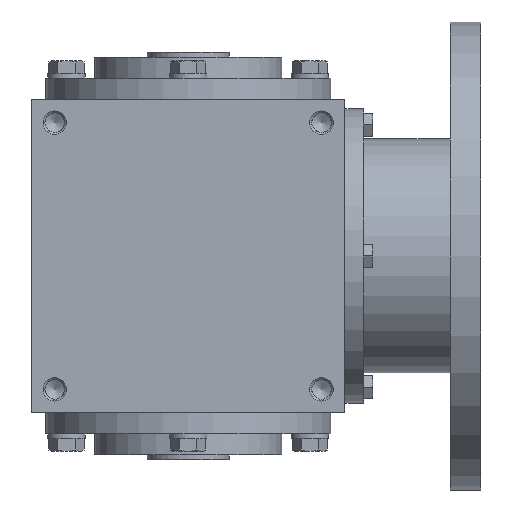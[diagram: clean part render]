
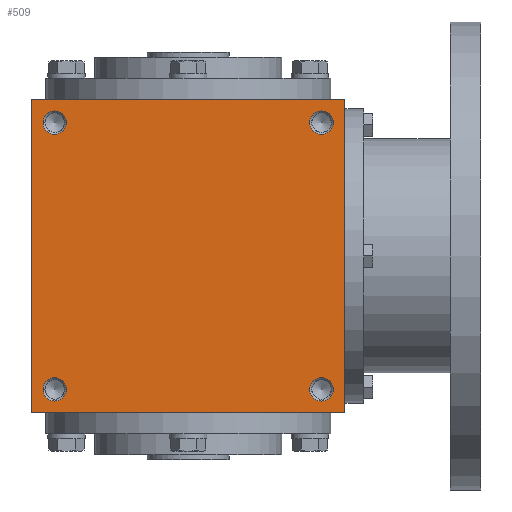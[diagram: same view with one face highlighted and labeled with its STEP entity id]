
A CAD part, front view. The second image highlights one B-rep face of the part: STEP entity #509.
In plain terms, the highlighted planar face has unit normal (0, -1, 0).
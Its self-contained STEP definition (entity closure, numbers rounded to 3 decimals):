
#509 = ADVANCED_FACE( '', ( #1108, #1109, #1110, #1111, #1112 ), #1113, .F. );
#1108 = FACE_BOUND( '', #1960, .T. );
#1109 = FACE_BOUND( '', #1961, .T. );
#1110 = FACE_BOUND( '', #1962, .T. );
#1111 = FACE_BOUND( '', #1963, .T. );
#1112 = FACE_OUTER_BOUND( '', #1964, .T. );
#1113 = PLANE( '', #1965 );
#1960 = EDGE_LOOP( '', ( #2999 ) );
#1961 = EDGE_LOOP( '', ( #3000 ) );
#1962 = EDGE_LOOP( '', ( #3001 ) );
#1963 = EDGE_LOOP( '', ( #3002 ) );
#1964 = EDGE_LOOP( '', ( #3003, #3004, #3005, #3006 ) );
#1965 = AXIS2_PLACEMENT_3D( '', #3007, #3008, #3009 );
#2999 = ORIENTED_EDGE( '', *, *, #4635, .T. );
#3000 = ORIENTED_EDGE( '', *, *, #4636, .T. );
#3001 = ORIENTED_EDGE( '', *, *, #4637, .F. );
#3002 = ORIENTED_EDGE( '', *, *, #4638, .F. );
#3003 = ORIENTED_EDGE( '', *, *, #4639, .T. );
#3004 = ORIENTED_EDGE( '', *, *, #4640, .F. );
#3005 = ORIENTED_EDGE( '', *, *, #4641, .F. );
#3006 = ORIENTED_EDGE( '', *, *, #4642, .T. );
#3007 = CARTESIAN_POINT( '', ( -67., -67., 67. ) );
#3008 = DIRECTION( '', ( 0., 1., 0. ) );
#3009 = DIRECTION( '', ( 0., 0., 1. ) );
#4635 = EDGE_CURVE( '', #5453, #5453, #5454, .T. );
#4636 = EDGE_CURVE( '', #5455, #5455, #5456, .T. );
#4637 = EDGE_CURVE( '', #5457, #5457, #5458, .T. );
#4638 = EDGE_CURVE( '', #5459, #5459, #5460, .T. );
#4639 = EDGE_CURVE( '', #5461, #5462, #5463, .T. );
#4640 = EDGE_CURVE( '', #5464, #5462, #5465, .T. );
#4641 = EDGE_CURVE( '', #5466, #5464, #5467, .T. );
#4642 = EDGE_CURVE( '', #5466, #5461, #5468, .T. );
#5453 = VERTEX_POINT( '', #6554 );
#5454 = CIRCLE( '', #6555, 5. );
#5455 = VERTEX_POINT( '', #6556 );
#5456 = CIRCLE( '', #6557, 5. );
#5457 = VERTEX_POINT( '', #6558 );
#5458 = CIRCLE( '', #6559, 5. );
#5459 = VERTEX_POINT( '', #6560 );
#5460 = CIRCLE( '', #6561, 5. );
#5461 = VERTEX_POINT( '', #6562 );
#5462 = VERTEX_POINT( '', #6563 );
#5463 = LINE( '', #6564, #6565 );
#5464 = VERTEX_POINT( '', #6566 );
#5465 = LINE( '', #6567, #6568 );
#5466 = VERTEX_POINT( '', #6569 );
#5467 = LINE( '', #6570, #6571 );
#5468 = LINE( '', #6572, #6573 );
#6554 = CARTESIAN_POINT( '', ( -57., -67., -52. ) );
#6555 = AXIS2_PLACEMENT_3D( '', #7677, #7678, #7679 );
#6556 = CARTESIAN_POINT( '', ( -57., -67., 62. ) );
#6557 = AXIS2_PLACEMENT_3D( '', #7680, #7681, #7682 );
#6558 = CARTESIAN_POINT( '', ( 57., -67., -62. ) );
#6559 = AXIS2_PLACEMENT_3D( '', #7683, #7684, #7685 );
#6560 = CARTESIAN_POINT( '', ( 57., -67., 52. ) );
#6561 = AXIS2_PLACEMENT_3D( '', #7686, #7687, #7688 );
#6562 = CARTESIAN_POINT( '', ( -67., -67., -67. ) );
#6563 = CARTESIAN_POINT( '', ( 67., -67., -67. ) );
#6564 = CARTESIAN_POINT( '', ( -67., -67., -67. ) );
#6565 = VECTOR( '', #7689, 1000. );
#6566 = CARTESIAN_POINT( '', ( 67., -67., 67. ) );
#6567 = CARTESIAN_POINT( '', ( 67., -67., 67. ) );
#6568 = VECTOR( '', #7690, 1000. );
#6569 = CARTESIAN_POINT( '', ( -67., -67., 67. ) );
#6570 = CARTESIAN_POINT( '', ( -67., -67., 67. ) );
#6571 = VECTOR( '', #7691, 1000. );
#6572 = CARTESIAN_POINT( '', ( -67., -67., 67. ) );
#6573 = VECTOR( '', #7692, 1000. );
#7677 = CARTESIAN_POINT( '', ( -57., -67., -57. ) );
#7678 = DIRECTION( '', ( 0., 1., 0. ) );
#7679 = DIRECTION( '', ( 0., 0., 1. ) );
#7680 = CARTESIAN_POINT( '', ( -57., -67., 57. ) );
#7681 = DIRECTION( '', ( 0., 1., 0. ) );
#7682 = DIRECTION( '', ( 0., 0., 1. ) );
#7683 = CARTESIAN_POINT( '', ( 57., -67., -57. ) );
#7684 = DIRECTION( '', ( 0., -1., 0. ) );
#7685 = DIRECTION( '', ( 0., 0., -1. ) );
#7686 = CARTESIAN_POINT( '', ( 57., -67., 57. ) );
#7687 = DIRECTION( '', ( 0., -1., 0. ) );
#7688 = DIRECTION( '', ( 0., 0., -1. ) );
#7689 = DIRECTION( '', ( 1., 0., 0. ) );
#7690 = DIRECTION( '', ( 0., 0., -1. ) );
#7691 = DIRECTION( '', ( 1., 0., 0. ) );
#7692 = DIRECTION( '', ( 0., 0., -1. ) );
